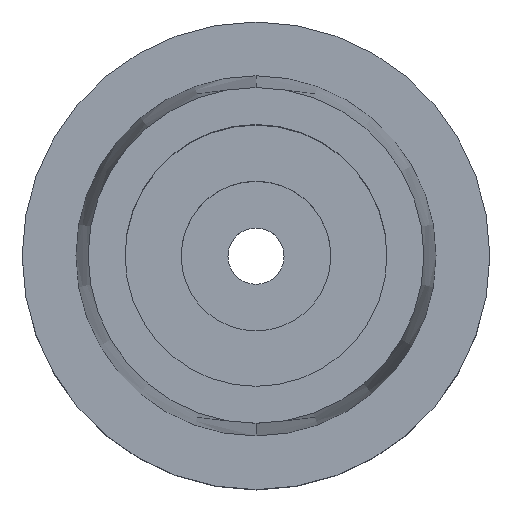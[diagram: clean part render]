
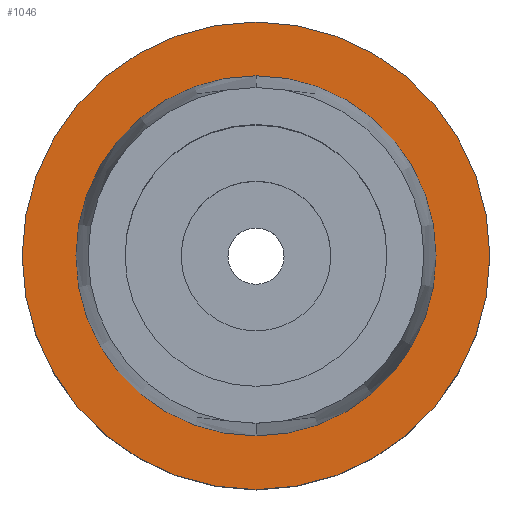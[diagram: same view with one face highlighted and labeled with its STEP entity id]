
A CAD part, top view. The second image highlights one B-rep face of the part: STEP entity #1046.
In plain terms, the highlighted planar face has unit normal (0, 0, 1).
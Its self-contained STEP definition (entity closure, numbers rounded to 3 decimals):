
#59=CARTESIAN_POINT('',(0.,0.,0.));
#60=DIRECTION('',(0.,0.,-1.));
#61=DIRECTION('',(0.,-1.,0.));
#62=AXIS2_PLACEMENT_3D('',#59,#60,#61);
#67=CARTESIAN_POINT('',(0.,0.,0.));
#68=DIRECTION('',(0.,0.,-1.));
#69=DIRECTION('',(0.,1.,0.));
#70=AXIS2_PLACEMENT_3D('',#67,#68,#69);
#75=CARTESIAN_POINT('',(0.,0.,0.));
#76=DIRECTION('',(0.,0.,1.));
#77=DIRECTION('',(0.,-1.,0.));
#78=AXIS2_PLACEMENT_3D('',#75,#76,#77);
#83=CARTESIAN_POINT('',(0.,0.,0.));
#84=DIRECTION('',(0.,0.,1.));
#85=DIRECTION('',(0.,1.,0.));
#86=AXIS2_PLACEMENT_3D('',#83,#84,#85);
#870=CARTESIAN_POINT('',(0.,9.625,0.));
#872=VERTEX_POINT('',#870);
#875=CARTESIAN_POINT('',(0.,-9.625,0.));
#876=VERTEX_POINT('',#875);
#877=CARTESIAN_POINT('',(0.,-12.5,0.));
#878=CARTESIAN_POINT('',(0.,12.5,0.));
#879=VERTEX_POINT('',#877);
#880=VERTEX_POINT('',#878);
#1031=CARTESIAN_POINT('',(0.,0.,0.));
#1032=DIRECTION('',(0.,0.,1.));
#1033=DIRECTION('',(0.,1.,0.));
#1034=AXIS2_PLACEMENT_3D('',#1031,#1032,#1033);
#1035=PLANE('',#1034);
#1037=ORIENTED_EDGE('',*,*,#1036,.T.);
#1039=ORIENTED_EDGE('',*,*,#1038,.T.);
#1040=EDGE_LOOP('',(#1037,#1039));
#1041=FACE_OUTER_BOUND('',#1040,.F.);
#1042=ORIENTED_EDGE('',*,*,#1023,.T.);
#1043=ORIENTED_EDGE('',*,*,#1012,.T.);
#1044=EDGE_LOOP('',(#1042,#1043));
#1045=FACE_BOUND('',#1044,.F.);
#63=CIRCLE('',#62,12.5);
#71=CIRCLE('',#70,12.5);
#79=CIRCLE('',#78,9.625);
#87=CIRCLE('',#86,9.625);
#1012=EDGE_CURVE('',#872,#876,#87,.T.);
#1023=EDGE_CURVE('',#876,#872,#79,.T.);
#1036=EDGE_CURVE('',#879,#880,#63,.T.);
#1038=EDGE_CURVE('',#880,#879,#71,.T.);
#1046=ADVANCED_FACE('',(#1041,#1045),#1035,.T.);
